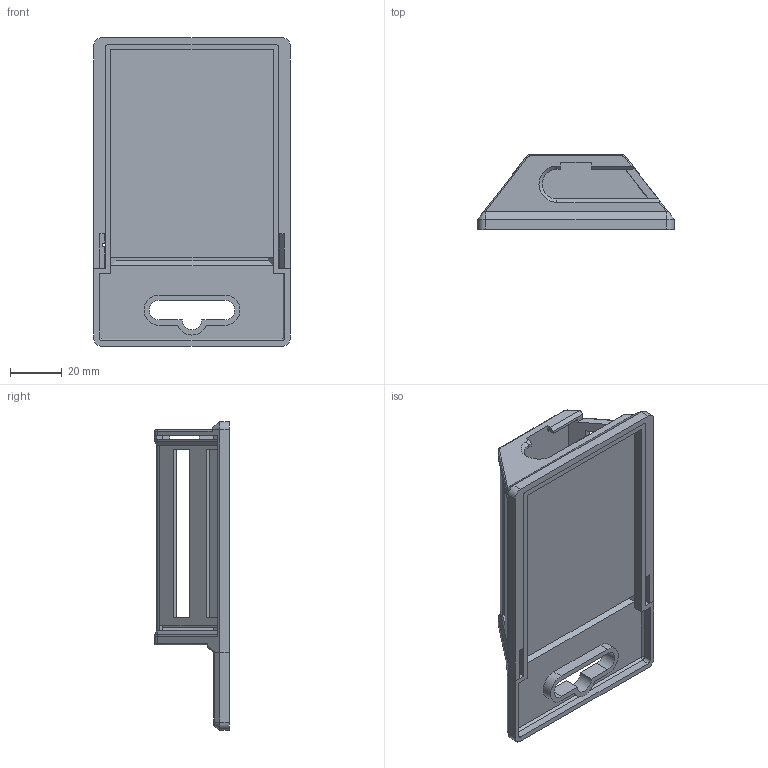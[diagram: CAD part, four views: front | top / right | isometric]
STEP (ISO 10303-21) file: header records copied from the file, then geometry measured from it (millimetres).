
FILE_DESCRIPTION(/* description */ ('','CAx-IF Rec.Pracs.---Representation and Presentation of Product Manufacturing Information (PMI)---4.0---2014-10-13'),/* implementation_level */ '2;1');
FILE_NAME(/* name */ 'dispenser 4 v9.step',/* time_stamp */ '2025-03-23T19:17:13-04:00',/* author */ (''),/* organization */ (''),/* preprocessor_version */ 'ST-DEVELOPER v20',/* originating_system */ 'Autodesk Translation Framework v13.20.0.188',/* authorisation */ '');
FILE_SCHEMA (('AP242_MANAGED_MODEL_BASED_3D_ENGINEERING_MIM_LF { 1 0 10303 442 1 1 4 }'));
Length unit declared in the file: inch
Products named in the file (1): dispenser 4
Bounding box: 76.03 x 28.99 x 119.38 mm (x, y, z)
Volume: 42621.3 mm3; surface area: 43451.2 mm2
Topology: 2 solids, 2 shells, 231 faces, 638 edges, 403 vertices
Faces by surface type: plane 165, bspline 30, cylinder 23, cone 13
Entity records: 7983 total; most frequent: CARTESIAN_POINT 2320, ORIENTED_EDGE 1276, DIRECTION 994, EDGE_CURVE 638, LINE 492, VECTOR 492, VERTEX_POINT 403, AXIS2_PLACEMENT_3D 251
